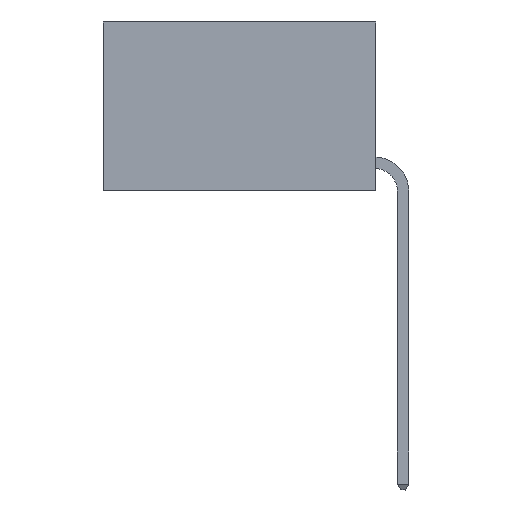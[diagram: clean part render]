
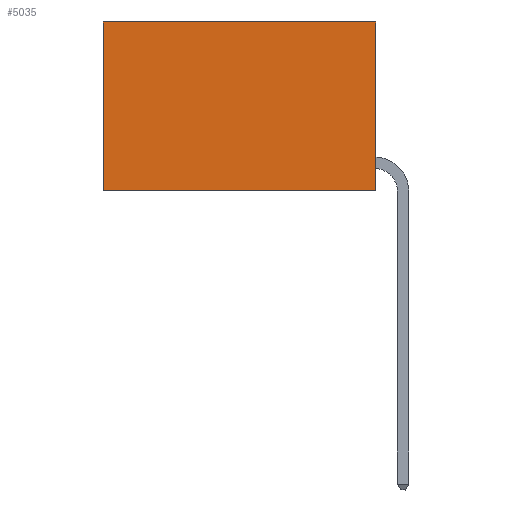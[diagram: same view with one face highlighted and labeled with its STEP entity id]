
A CAD part, left-side view. The second image highlights one B-rep face of the part: STEP entity #5035.
In plain terms, the highlighted planar face has unit normal (-1, 0, 0).
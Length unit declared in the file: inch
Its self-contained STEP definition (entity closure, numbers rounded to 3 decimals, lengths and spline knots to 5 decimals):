
#535 = CARTESIAN_POINT ( 'NONE',  ( 0.2625, 0., 0. ) ) ;
#725 = CARTESIAN_POINT ( 'NONE',  ( 0.2625, 0.6, -0.37 ) ) ;
#1753 = AXIS2_PLACEMENT_3D ( 'NONE', #18810, #7392, #20739 ) ;
#2000 = VECTOR ( 'NONE', #9169, 39.37008 ) ;
#2595 = LINE ( 'NONE', #22464, #2000 ) ;
#4830 = VERTEX_POINT ( 'NONE', #725 ) ;
#5035 = ADVANCED_FACE ( 'NONE', ( #11424 ), #22554, .F. ) ;
#5190 = CARTESIAN_POINT ( 'NONE',  ( 0.2625, 0., -0.37 ) ) ;
#5823 = LINE ( 'NONE', #20303, #15424 ) ;
#6050 = VECTOR ( 'NONE', #7194, 39.37008 ) ;
#6646 = LINE ( 'NONE', #15369, #16203 ) ;
#6819 = ORIENTED_EDGE ( 'NONE', *, *, #19733, .T. ) ;
#6944 = DIRECTION ( 'NONE',  ( 0., 0., -1. ) ) ;
#7194 = DIRECTION ( 'NONE',  ( 0., 1., 0. ) ) ;
#7392 = DIRECTION ( 'NONE',  ( 1., 0., 0. ) ) ;
#8566 = ORIENTED_EDGE ( 'NONE', *, *, #16266, .F. ) ;
#9169 = DIRECTION ( 'NONE',  ( 0., 1., 0. ) ) ;
#9650 = VERTEX_POINT ( 'NONE', #15371 ) ;
#11228 = LINE ( 'NONE', #5190, #6050 ) ;
#11424 = FACE_OUTER_BOUND ( 'NONE', #19424, .T. ) ;
#11451 = ORIENTED_EDGE ( 'NONE', *, *, #11949, .F. ) ;
#11949 = EDGE_CURVE ( 'NONE', #15872, #4830, #11228, .T. ) ;
#12797 = EDGE_CURVE ( 'NONE', #9650, #4830, #6646, .T. ) ;
#13561 = DIRECTION ( 'NONE',  ( 0., 0., -1. ) ) ;
#15369 = CARTESIAN_POINT ( 'NONE',  ( 0.2625, 0.6, 0. ) ) ;
#15371 = CARTESIAN_POINT ( 'NONE',  ( 0.2625, 0.6, 0. ) ) ;
#15424 = VECTOR ( 'NONE', #6944, 39.37008 ) ;
#15872 = VERTEX_POINT ( 'NONE', #17380 ) ;
#16203 = VECTOR ( 'NONE', #13561, 39.37008 ) ;
#16266 = EDGE_CURVE ( 'NONE', #20147, #15872, #5823, .T. ) ;
#17380 = CARTESIAN_POINT ( 'NONE',  ( 0.2625, 0., -0.37 ) ) ;
#18810 = CARTESIAN_POINT ( 'NONE',  ( 0.2625, 0., 0. ) ) ;
#19424 = EDGE_LOOP ( 'NONE', ( #19821, #11451, #8566, #6819 ) ) ;
#19733 = EDGE_CURVE ( 'NONE', #20147, #9650, #2595, .T. ) ;
#19821 = ORIENTED_EDGE ( 'NONE', *, *, #12797, .T. ) ;
#20147 = VERTEX_POINT ( 'NONE', #535 ) ;
#20303 = CARTESIAN_POINT ( 'NONE',  ( 0.2625, 0., 0. ) ) ;
#20739 = DIRECTION ( 'NONE',  ( 0., 0., -1. ) ) ;
#22464 = CARTESIAN_POINT ( 'NONE',  ( 0.2625, 0., 0. ) ) ;
#22554 = PLANE ( 'NONE',  #1753 ) ;
